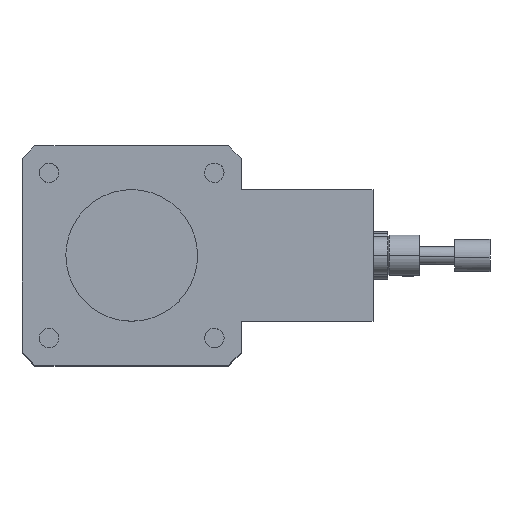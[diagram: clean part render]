
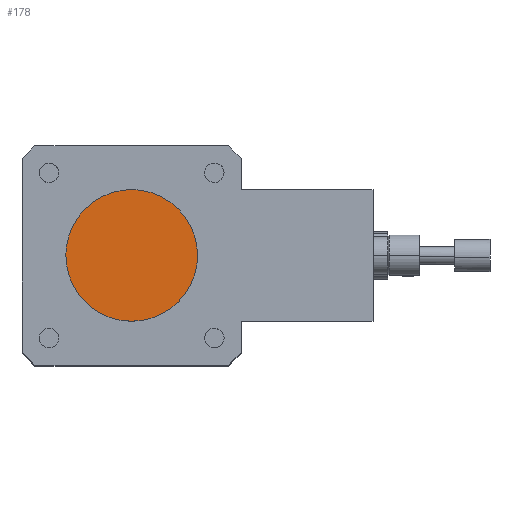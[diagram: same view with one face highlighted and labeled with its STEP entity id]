
A CAD part, top view. The second image highlights one B-rep face of the part: STEP entity #178.
In plain terms, the highlighted planar face has unit normal (0, 0, 1).
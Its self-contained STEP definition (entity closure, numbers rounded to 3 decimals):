
#178=ADVANCED_FACE('',(#377),#3329,.T.);
#377=FACE_OUTER_BOUND('',#591,.T.);
#591=EDGE_LOOP('',(#1275,#1276));
#1275=ORIENTED_EDGE('',*,*,#2070,.T.);
#1276=ORIENTED_EDGE('',*,*,#2069,.T.);
#2069=EDGE_CURVE('',#3048,#3047,#2493,.T.);
#2070=EDGE_CURVE('',#3047,#3048,#2494,.T.);
#2493=(
BOUNDED_CURVE()
B_SPLINE_CURVE(2,(#6649,#6650,#6651,#6652,#6653),.UNSPECIFIED.,.F.,.F.)
B_SPLINE_CURVE_WITH_KNOTS((3,2,3),(-70.686,-35.343,
0.),.UNSPECIFIED.)
CURVE()
GEOMETRIC_REPRESENTATION_ITEM()
RATIONAL_B_SPLINE_CURVE((1.,0.707,1.,0.707,1.))
REPRESENTATION_ITEM('')
);
#2494=(
BOUNDED_CURVE()
B_SPLINE_CURVE(2,(#6654,#6655,#6656,#6657,#6658),.UNSPECIFIED.,.F.,.F.)
B_SPLINE_CURVE_WITH_KNOTS((3,2,3),(-141.372,-106.029,
-70.686),.UNSPECIFIED.)
CURVE()
GEOMETRIC_REPRESENTATION_ITEM()
RATIONAL_B_SPLINE_CURVE((1.,0.707,1.,0.707,1.))
REPRESENTATION_ITEM('')
);
#3047=VERTEX_POINT('',#6051);
#3048=VERTEX_POINT('',#6052);
#3329=PLANE('',#3781);
#3781=AXIS2_PLACEMENT_3D('',#5412,#3892,$);
#3892=DIRECTION('',(0.,0.,1.));
#5412=CARTESIAN_POINT('',(-27.12,-27.12,200.));
#6051=CARTESIAN_POINT('',(-22.5,0.,200.));
#6052=CARTESIAN_POINT('',(22.5,0.,200.));
#6649=CARTESIAN_POINT('',(22.5,0.,200.));
#6650=CARTESIAN_POINT('',(22.5,22.5,200.));
#6651=CARTESIAN_POINT('',(0.,22.5,200.));
#6652=CARTESIAN_POINT('',(-22.5,22.5,200.));
#6653=CARTESIAN_POINT('',(-22.5,0.,200.));
#6654=CARTESIAN_POINT('',(-22.5,0.,200.));
#6655=CARTESIAN_POINT('',(-22.5,-22.5,200.));
#6656=CARTESIAN_POINT('',(0.,-22.5,200.));
#6657=CARTESIAN_POINT('',(22.5,-22.5,200.));
#6658=CARTESIAN_POINT('',(22.5,0.,200.));
